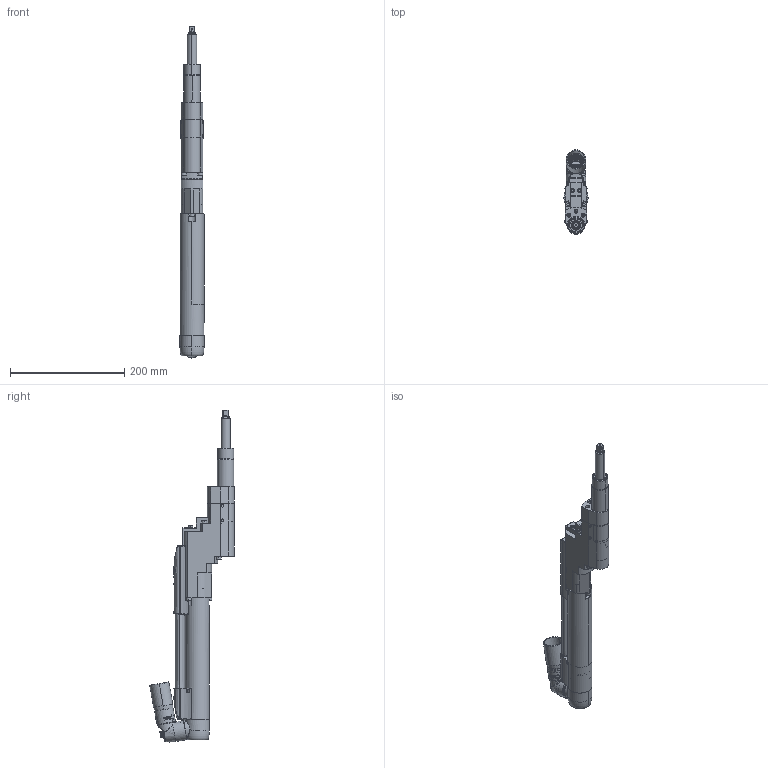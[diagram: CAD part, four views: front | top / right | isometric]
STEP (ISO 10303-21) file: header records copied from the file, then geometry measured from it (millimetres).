
FILE_DESCRIPTION((''),'2;1');
FILE_NAME('K_8435602020_ASM','2013-04-04T',('tooextcsr'),(''),'PRO/ENGINEER BY PARAMETRIC TECHNOLOGY CORPORATION, 2012420','PRO/ENGINEER BY PARAMETRIC TECHNOLOGY CORPORATION, 2012420','');
FILE_SCHEMA(('CONFIG_CONTROL_DESIGN','GEOMETRIC_VALIDATION_PROPERTIES_MIM'));
Length unit declared in the file: millimetre
Products named in the file (5): QST42_REARCOVER_02; QST_CONNECTOR_02; QST42_20_COT_BODY_50; QST42_SOCKETHOLDER_134_10; K_8435602020_ASM
Assembly tree (4 placements, depth 2):
  K_8435602020_ASM
    QST42_REARCOVER_02
    QST_CONNECTOR_02
    QST42_20_COT_BODY_50
    QST42_SOCKETHOLDER_134_10
Bounding box: 42 x 147.7 x 579.98 mm (x, y, z)
Volume: 503757.5 mm3; surface area: 254804 mm2
Topology: 7 solids, 55 shells, 3119 faces, 8822 edges, 5729 vertices
Faces by surface type: plane 1149, cylinder 1045, torus 373, bspline 268, cone 224, extrusion 40, sphere 14, revolution 6
Entity records: 139252 total; most frequent: CARTESIAN_POINT 39929, ORIENTED_EDGE 17502, DIRECTION 15423, EDGE_CURVE 8771, AXIS2_PLACEMENT_3D 5984, VERTEX_POINT 5729, VECTOR 3449, LINE 3409
